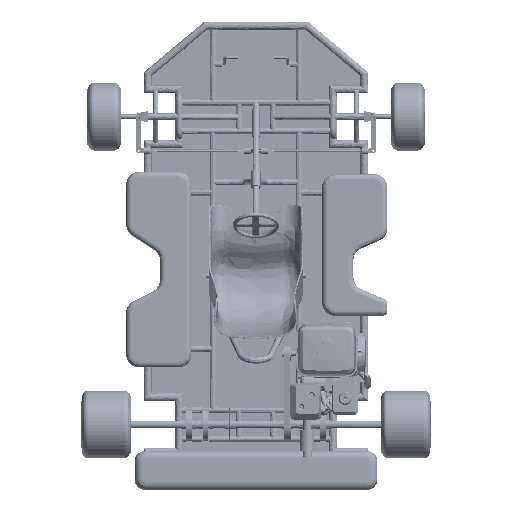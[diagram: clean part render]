
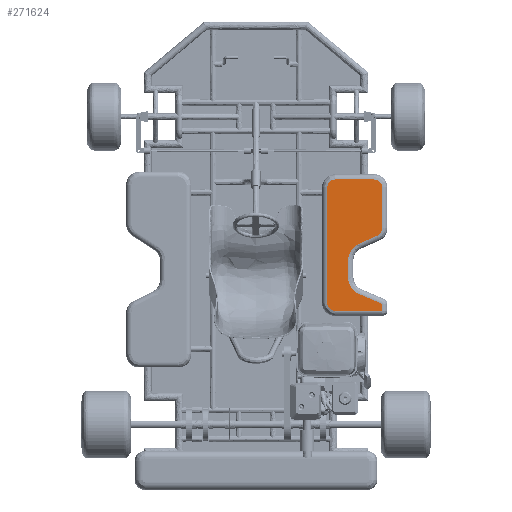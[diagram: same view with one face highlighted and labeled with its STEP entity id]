
A CAD part, top view. The second image highlights one B-rep face of the part: STEP entity #271624.
In plain terms, the highlighted free-form (B-spline) face has degree [1, 1] with [2, 2] control points.
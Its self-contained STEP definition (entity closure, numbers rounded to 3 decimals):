
#271624 = ADVANCED_FACE('',(#271625),#271741,.T.);
#271625 = FACE_BOUND('',#271626,.T.);
#271626 = EDGE_LOOP('',(#271627,#271638,#271645,#271654,#271661,#271668,
    #271677,#271686,#271693,#271702,#271711,#271720,#271727,#271736));
#271627 = ORIENTED_EDGE('',*,*,#271628,.F.);
#271628 = EDGE_CURVE('',#271629,#271631,#271633,.T.);
#271629 = VERTEX_POINT('',#271630);
#271630 = CARTESIAN_POINT('',(289.891,-320.608,
    130.814));
#271631 = VERTEX_POINT('',#271632);
#271632 = CARTESIAN_POINT('',(323.693,-286.806,
    130.814));
#271633 = ( BOUNDED_CURVE() B_SPLINE_CURVE(3,(#271634,#271635,#271636,
#271637),.UNSPECIFIED.,.F.,.F.) B_SPLINE_CURVE_WITH_KNOTS((4,4),(0.,1.),
.PIECEWISE_BEZIER_KNOTS.) CURVE() GEOMETRIC_REPRESENTATION_ITEM() 
RATIONAL_B_SPLINE_CURVE((1.,0.805,0.805,1.)) 
REPRESENTATION_ITEM('') );
#271634 = CARTESIAN_POINT('',(289.891,-320.608,
    130.814));
#271635 = CARTESIAN_POINT('',(289.891,-300.807,
    130.814));
#271636 = CARTESIAN_POINT('',(303.892,-286.806,
    130.814));
#271637 = CARTESIAN_POINT('',(323.693,-286.806,
    130.814));
#271638 = ORIENTED_EDGE('',*,*,#271639,.F.);
#271639 = EDGE_CURVE('',#271640,#271629,#271642,.T.);
#271640 = VERTEX_POINT('',#271641);
#271641 = CARTESIAN_POINT('',(289.891,-820.056,
    130.814));
#271642 = B_SPLINE_CURVE_WITH_KNOTS('',1,(#271643,#271644),
  .UNSPECIFIED.,.F.,.F.,(2,2),(0.,1.),.PIECEWISE_BEZIER_KNOTS.);
#271643 = CARTESIAN_POINT('',(289.891,-820.056,
    130.814));
#271644 = CARTESIAN_POINT('',(289.891,-320.608,
    130.814));
#271645 = ORIENTED_EDGE('',*,*,#271646,.F.);
#271646 = EDGE_CURVE('',#271647,#271640,#271649,.T.);
#271647 = VERTEX_POINT('',#271648);
#271648 = CARTESIAN_POINT('',(323.693,-853.858,
    130.814));
#271649 = ( BOUNDED_CURVE() B_SPLINE_CURVE(3,(#271650,#271651,#271652,
#271653),.UNSPECIFIED.,.F.,.F.) B_SPLINE_CURVE_WITH_KNOTS((4,4),(0.,1.),
.PIECEWISE_BEZIER_KNOTS.) CURVE() GEOMETRIC_REPRESENTATION_ITEM() 
RATIONAL_B_SPLINE_CURVE((1.,0.805,0.805,1.)) 
REPRESENTATION_ITEM('') );
#271650 = CARTESIAN_POINT('',(323.693,-853.858,
    130.814));
#271651 = CARTESIAN_POINT('',(303.892,-853.858,
    130.814));
#271652 = CARTESIAN_POINT('',(289.891,-839.857,
    130.814));
#271653 = CARTESIAN_POINT('',(289.891,-820.056,
    130.814));
#271654 = ORIENTED_EDGE('',*,*,#271655,.F.);
#271655 = EDGE_CURVE('',#271656,#271647,#271658,.T.);
#271656 = VERTEX_POINT('',#271657);
#271657 = CARTESIAN_POINT('',(526.501,-853.858,
    130.814));
#271658 = B_SPLINE_CURVE_WITH_KNOTS('',1,(#271659,#271660),
  .UNSPECIFIED.,.F.,.F.,(2,2),(0.,1.),.PIECEWISE_BEZIER_KNOTS.);
#271659 = CARTESIAN_POINT('',(526.501,-853.858,
    130.814));
#271660 = CARTESIAN_POINT('',(323.693,-853.858,
    130.814));
#271661 = ORIENTED_EDGE('',*,*,#271662,.F.);
#271662 = EDGE_CURVE('',#271663,#271656,#271665,.T.);
#271663 = VERTEX_POINT('',#271664);
#271664 = CARTESIAN_POINT('',(526.501,-823.686,
    130.814));
#271665 = B_SPLINE_CURVE_WITH_KNOTS('',1,(#271666,#271667),
  .UNSPECIFIED.,.F.,.F.,(2,2),(0.,1.),.PIECEWISE_BEZIER_KNOTS.);
#271666 = CARTESIAN_POINT('',(526.501,-823.686,
    130.814));
#271667 = CARTESIAN_POINT('',(526.501,-853.858,
    130.814));
#271668 = ORIENTED_EDGE('',*,*,#271669,.F.);
#271669 = EDGE_CURVE('',#271670,#271663,#271672,.T.);
#271670 = VERTEX_POINT('',#271671);
#271671 = CARTESIAN_POINT('',(427.999,-781.743,
    130.814));
#271672 = B_SPLINE_CURVE_WITH_KNOTS('',3,(#271673,#271674,#271675,
    #271676),.UNSPECIFIED.,.F.,.F.,(4,4),(0.,1.),
  .PIECEWISE_BEZIER_KNOTS.);
#271673 = CARTESIAN_POINT('',(427.999,-781.743,
    130.814));
#271674 = CARTESIAN_POINT('',(460.833,-795.724,
    130.814));
#271675 = CARTESIAN_POINT('',(493.667,-809.705,
    130.814));
#271676 = CARTESIAN_POINT('',(526.501,-823.686,
    130.814));
#271677 = ORIENTED_EDGE('',*,*,#271678,.F.);
#271678 = EDGE_CURVE('',#271679,#271670,#271681,.T.);
#271679 = VERTEX_POINT('',#271680);
#271680 = CARTESIAN_POINT('',(380.028,-709.177,
    130.814));
#271681 = ( BOUNDED_CURVE() B_SPLINE_CURVE(3,(#271682,#271683,#271684,
#271685),.UNSPECIFIED.,.F.,.F.) B_SPLINE_CURVE_WITH_KNOTS((4,4),(0.,1.),
.PIECEWISE_BEZIER_KNOTS.) CURVE() GEOMETRIC_REPRESENTATION_ITEM() 
RATIONAL_B_SPLINE_CURVE((1.,0.889,0.889,1.)) 
REPRESENTATION_ITEM('') );
#271682 = CARTESIAN_POINT('',(380.028,-709.177,
    130.814));
#271683 = CARTESIAN_POINT('',(380.028,-741.777,
    130.814));
#271684 = CARTESIAN_POINT('',(398.006,-768.971,
    130.814));
#271685 = CARTESIAN_POINT('',(427.999,-781.743,
    130.814));
#271686 = ORIENTED_EDGE('',*,*,#271687,.F.);
#271687 = EDGE_CURVE('',#271688,#271679,#271690,.T.);
#271688 = VERTEX_POINT('',#271689);
#271689 = CARTESIAN_POINT('',(380.028,-636.52,
    130.814));
#271690 = B_SPLINE_CURVE_WITH_KNOTS('',1,(#271691,#271692),
  .UNSPECIFIED.,.F.,.F.,(2,2),(0.,1.),.PIECEWISE_BEZIER_KNOTS.);
#271691 = CARTESIAN_POINT('',(380.028,-636.52,
    130.814));
#271692 = CARTESIAN_POINT('',(380.028,-709.177,
    130.814));
#271693 = ORIENTED_EDGE('',*,*,#271694,.F.);
#271694 = EDGE_CURVE('',#271695,#271688,#271697,.T.);
#271695 = VERTEX_POINT('',#271696);
#271696 = CARTESIAN_POINT('',(426.798,-564.478,
    130.814));
#271697 = ( BOUNDED_CURVE() B_SPLINE_CURVE(3,(#271698,#271699,#271700,
#271701),.UNSPECIFIED.,.F.,.F.) B_SPLINE_CURVE_WITH_KNOTS((4,4),(0.,1.),
.PIECEWISE_BEZIER_KNOTS.) CURVE() GEOMETRIC_REPRESENTATION_ITEM() 
RATIONAL_B_SPLINE_CURVE((1.,0.892,0.892,1.)) 
REPRESENTATION_ITEM('') );
#271698 = CARTESIAN_POINT('',(426.798,-564.478,
    130.814));
#271699 = CARTESIAN_POINT('',(397.496,-577.534,
    130.814));
#271700 = CARTESIAN_POINT('',(380.028,-604.441,
    130.814));
#271701 = CARTESIAN_POINT('',(380.028,-636.52,
    130.814));
#271702 = ORIENTED_EDGE('',*,*,#271703,.F.);
#271703 = EDGE_CURVE('',#271704,#271695,#271706,.T.);
#271704 = VERTEX_POINT('',#271705);
#271705 = CARTESIAN_POINT('',(506.456,-528.985,
    130.814));
#271706 = B_SPLINE_CURVE_WITH_KNOTS('',3,(#271707,#271708,#271709,
    #271710),.UNSPECIFIED.,.F.,.F.,(4,4),(0.,1.),
  .PIECEWISE_BEZIER_KNOTS.);
#271707 = CARTESIAN_POINT('',(506.456,-528.985,
    130.814));
#271708 = CARTESIAN_POINT('',(479.904,-540.816,
    130.814));
#271709 = CARTESIAN_POINT('',(453.351,-552.647,
    130.814));
#271710 = CARTESIAN_POINT('',(426.798,-564.478,
    130.814));
#271711 = ORIENTED_EDGE('',*,*,#271712,.F.);
#271712 = EDGE_CURVE('',#271713,#271704,#271715,.T.);
#271713 = VERTEX_POINT('',#271714);
#271714 = CARTESIAN_POINT('',(526.501,-498.11,
    130.814));
#271715 = ( BOUNDED_CURVE() B_SPLINE_CURVE(3,(#271716,#271717,#271718,
#271719),.UNSPECIFIED.,.F.,.F.) B_SPLINE_CURVE_WITH_KNOTS((4,4),(0.,1.),
.PIECEWISE_BEZIER_KNOTS.) CURVE() GEOMETRIC_REPRESENTATION_ITEM() 
RATIONAL_B_SPLINE_CURVE((1.,0.892,0.892,1.)) 
REPRESENTATION_ITEM('') );
#271716 = CARTESIAN_POINT('',(526.501,-498.11,
    130.814));
#271717 = CARTESIAN_POINT('',(526.501,-511.858,
    130.814));
#271718 = CARTESIAN_POINT('',(519.015,-523.389,
    130.814));
#271719 = CARTESIAN_POINT('',(506.456,-528.985,
    130.814));
#271720 = ORIENTED_EDGE('',*,*,#271721,.F.);
#271721 = EDGE_CURVE('',#271722,#271713,#271724,.T.);
#271722 = VERTEX_POINT('',#271723);
#271723 = CARTESIAN_POINT('',(526.501,-320.608,
    130.814));
#271724 = B_SPLINE_CURVE_WITH_KNOTS('',1,(#271725,#271726),
  .UNSPECIFIED.,.F.,.F.,(2,2),(0.,1.),.PIECEWISE_BEZIER_KNOTS.);
#271725 = CARTESIAN_POINT('',(526.501,-320.608,
    130.814));
#271726 = CARTESIAN_POINT('',(526.501,-498.11,
    130.814));
#271727 = ORIENTED_EDGE('',*,*,#271728,.F.);
#271728 = EDGE_CURVE('',#271729,#271722,#271731,.T.);
#271729 = VERTEX_POINT('',#271730);
#271730 = CARTESIAN_POINT('',(492.699,-286.806,
    130.814));
#271731 = ( BOUNDED_CURVE() B_SPLINE_CURVE(3,(#271732,#271733,#271734,
#271735),.UNSPECIFIED.,.F.,.F.) B_SPLINE_CURVE_WITH_KNOTS((4,4),(0.,1.),
.PIECEWISE_BEZIER_KNOTS.) CURVE() GEOMETRIC_REPRESENTATION_ITEM() 
RATIONAL_B_SPLINE_CURVE((1.,0.805,0.805,1.)) 
REPRESENTATION_ITEM('') );
#271732 = CARTESIAN_POINT('',(492.699,-286.806,
    130.814));
#271733 = CARTESIAN_POINT('',(512.5,-286.806,
    130.814));
#271734 = CARTESIAN_POINT('',(526.501,-300.807,
    130.814));
#271735 = CARTESIAN_POINT('',(526.501,-320.608,
    130.814));
#271736 = ORIENTED_EDGE('',*,*,#271737,.F.);
#271737 = EDGE_CURVE('',#271631,#271729,#271738,.T.);
#271738 = B_SPLINE_CURVE_WITH_KNOTS('',1,(#271739,#271740),
  .UNSPECIFIED.,.F.,.F.,(2,2),(0.,1.),.PIECEWISE_BEZIER_KNOTS.);
#271739 = CARTESIAN_POINT('',(323.693,-286.806,
    130.814));
#271740 = CARTESIAN_POINT('',(492.699,-286.806,
    130.814));
#271741 = B_SPLINE_SURFACE_WITH_KNOTS('',1,1,(
    (#271742,#271743)
    ,(#271744,#271745
    )),.UNSPECIFIED.,.F.,.F.,.F.,(2,2),(2,2),(257.29,
    467.29),(647.662,1150.942),
  .PIECEWISE_BEZIER_KNOTS.);
#271742 = CARTESIAN_POINT('',(289.891,-853.858,
    130.814));
#271743 = CARTESIAN_POINT('',(289.891,-286.806,
    130.814));
#271744 = CARTESIAN_POINT('',(526.501,-853.858,
    130.814));
#271745 = CARTESIAN_POINT('',(526.501,-286.806,
    130.814));
